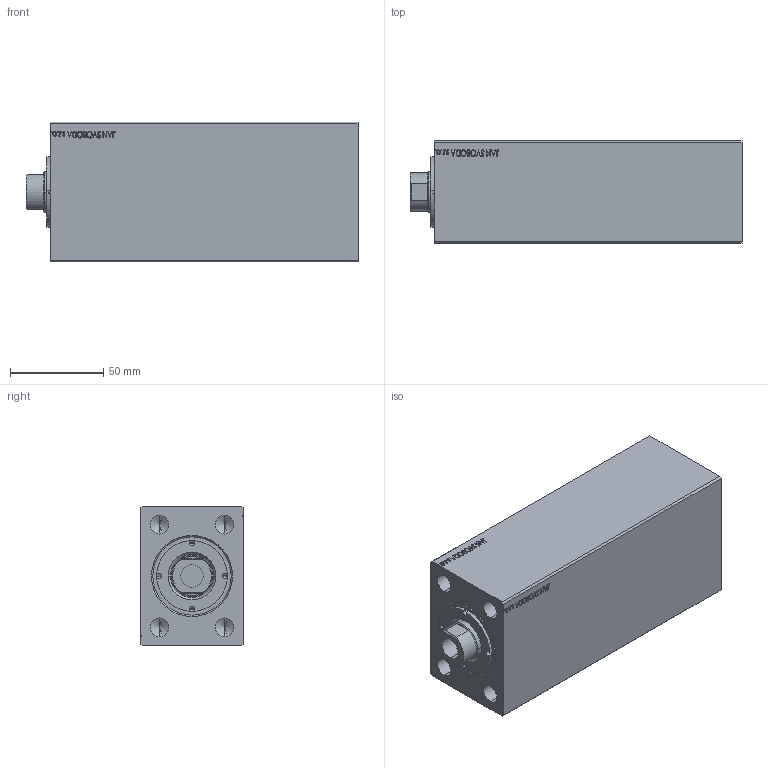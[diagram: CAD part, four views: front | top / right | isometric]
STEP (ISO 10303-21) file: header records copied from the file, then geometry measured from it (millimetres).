
FILE_DESCRIPTION (( 'STEP AP203' ), '1' );
FILE_NAME ('c3da.STEP', '2020-09-18T18:58:00', ( '' ), ( '' ), 'SwSTEP 2.0', 'SolidWorks 2019', '' );
FILE_SCHEMA (( 'CONFIG_CONTROL_DESIGN' ));
Length unit declared in the file: millimetre
Products named in the file (4): V500CZ dd87cea47b59cea63f4a83ed0e2d71bd; c3da; V500CZ_vnitrni_cast_vysunovaci dd87cea47b59cea63f4a83ed0e2d71bd; V500CZ_VNIT豊蚠攘ST dd87cea47b59cea63f4a83ed0e2d71bd
Assembly tree (3 placements, depth 2):
  c3da
    V500CZ dd87cea47b59cea63f4a83ed0e2d71bd
    V500CZ_vnitrni_cast_vysunovaci dd87cea47b59cea63f4a83ed0e2d71bd
    V500CZ_VNIT豊蚠攘ST dd87cea47b59cea63f4a83ed0e2d71bd
Bounding box: 178 x 55 x 75 mm (x, y, z)
Volume: 621908.8 mm3; surface area: 89667.2 mm2
Topology: 3 solids, 3 shells, 873 faces, 2255 edges, 1479 vertices
Faces by surface type: plane 402, bspline 380, cylinder 61, cone 30
Entity records: 44204 total; most frequent: CARTESIAN_POINT 25109, ORIENTED_EDGE 4462, DIRECTION 2598, EDGE_CURVE 2231, VERTEX_POINT 1479, VECTOR 1326, LINE 1326, EDGE_LOOP 992
